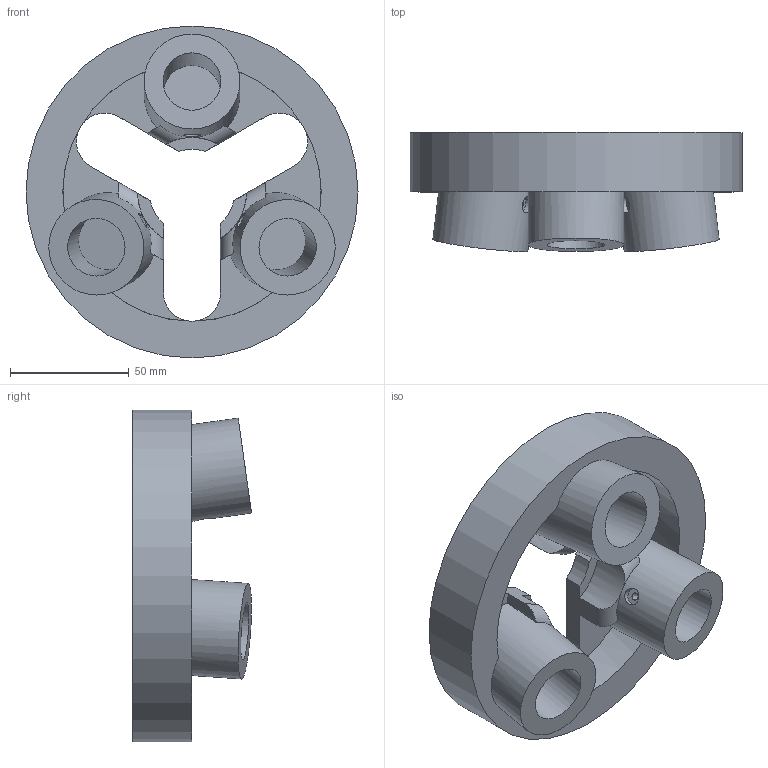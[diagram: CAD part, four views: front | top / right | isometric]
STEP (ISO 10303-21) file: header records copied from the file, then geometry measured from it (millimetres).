
FILE_DESCRIPTION(/* description */ (''),/* implementation_level */ '2;1');
FILE_NAME(/* name */ 'lighthouse_base_210427.step',/* time_stamp */ '2021-04-27T19:37:21+02:00',/* author */ (''),/* organization */ (''),/* preprocessor_version */ 'ST-DEVELOPER v18.1',/* originating_system */ 'Autodesk Translation Framework v10.6.0.1341',/* authorisation */ '');
FILE_SCHEMA (('AUTOMOTIVE_DESIGN { 1 0 10303 214 3 1 1 }'));
Length unit declared in the file: millimetre
Products named in the file (1): lamp_holder_disc
Bounding box: 140 x 50.17 x 140 mm (x, y, z)
Volume: 278129.7 mm3; surface area: 79561.5 mm2
Topology: 1 solids, 1 shells, 77 faces, 200 edges, 133 vertices
Faces by surface type: cylinder 42, plane 31, cone 4
Full cylindrical faces by diameter (mm): 3 x3, 7 x3, 24.4 x3, 40.4 x3, 130 x1, 133 x1, 140 x1
Entity records: 2881 total; most frequent: CARTESIAN_POINT 945, ORIENTED_EDGE 400, DIRECTION 393, EDGE_CURVE 200, AXIS2_PLACEMENT_3D 160, VERTEX_POINT 133, EDGE_LOOP 93, FACE_OUTER_BOUND 77
